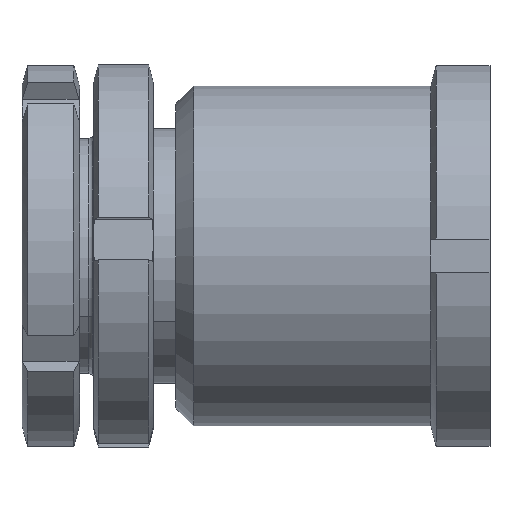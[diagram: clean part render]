
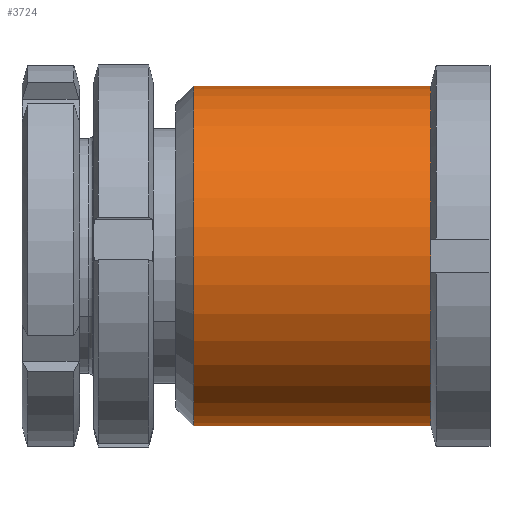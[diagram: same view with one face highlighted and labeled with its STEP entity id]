
A CAD part, left-side view. The second image highlights one B-rep face of the part: STEP entity #3724.
In plain terms, the highlighted cylindrical face has radius 20 mm (diameter 40 mm), a partial arc.
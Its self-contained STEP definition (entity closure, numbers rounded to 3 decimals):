
#239 = CARTESIAN_POINT ( 'NONE',  ( 0., 10.447, 0. ) ) ;
#420 = AXIS2_PLACEMENT_3D ( 'NONE', #239, #551, #4023 ) ;
#459 = AXIS2_PLACEMENT_3D ( 'NONE', #1796, #3989, #2424 ) ;
#487 = FACE_OUTER_BOUND ( 'NONE', #2047, .T. ) ;
#540 = DIRECTION ( 'NONE',  ( 0., 1., 0. ) ) ;
#551 = DIRECTION ( 'NONE',  ( 0., 1., 0. ) ) ;
#673 = CARTESIAN_POINT ( 'NONE',  ( 0., -30., 20. ) ) ;
#717 = ORIENTED_EDGE ( 'NONE', *, *, #901, .T. ) ;
#900 = CARTESIAN_POINT ( 'NONE',  ( 0., -30., -20. ) ) ;
#901 = EDGE_CURVE ( 'NONE', #1372, #937, #3188, .T. ) ;
#937 = VERTEX_POINT ( 'NONE', #673 ) ;
#975 = CARTESIAN_POINT ( 'NONE',  ( -20., -30., 0. ) ) ;
#1005 = CARTESIAN_POINT ( 'NONE',  ( 0., -30., 0. ) ) ;
#1119 = DIRECTION ( 'NONE',  ( 0., 0., -1. ) ) ;
#1137 = EDGE_CURVE ( 'NONE', #1222, #1372, #1764, .T. ) ;
#1222 = VERTEX_POINT ( 'NONE', #900 ) ;
#1372 = VERTEX_POINT ( 'NONE', #975 ) ;
#1427 = CARTESIAN_POINT ( 'NONE',  ( 0., 10.447, 20. ) ) ;
#1467 = ORIENTED_EDGE ( 'NONE', *, *, #3313, .F. ) ;
#1574 = EDGE_CURVE ( 'NONE', #937, #3036, #3964, .T. ) ;
#1644 = VECTOR ( 'NONE', #2818, 1000. ) ;
#1704 = CARTESIAN_POINT ( 'NONE',  ( 0., -2.1, 20. ) ) ;
#1712 = DIRECTION ( 'NONE',  ( 0., -1., 0. ) ) ;
#1764 = CIRCLE ( 'NONE', #459, 20. ) ;
#1796 = CARTESIAN_POINT ( 'NONE',  ( 0., -30., 0. ) ) ;
#1898 = DIRECTION ( 'NONE',  ( 0., 0., 1. ) ) ;
#2047 = EDGE_LOOP ( 'NONE', ( #1467, #2834, #717, #2443, #3527 ) ) ;
#2154 = CIRCLE ( 'NONE', #3747, 20. ) ;
#2189 = CARTESIAN_POINT ( 'NONE',  ( 0., 10.447, -20. ) ) ;
#2424 = DIRECTION ( 'NONE',  ( 0., 0., 1. ) ) ;
#2443 = ORIENTED_EDGE ( 'NONE', *, *, #1574, .T. ) ;
#2606 = VERTEX_POINT ( 'NONE', #3027 ) ;
#2818 = DIRECTION ( 'NONE',  ( 0., 1., 0. ) ) ;
#2823 = CYLINDRICAL_SURFACE ( 'NONE', #420, 20. ) ;
#2834 = ORIENTED_EDGE ( 'NONE', *, *, #1137, .T. ) ;
#2984 = CARTESIAN_POINT ( 'NONE',  ( 0., -2.1, 0. ) ) ;
#3027 = CARTESIAN_POINT ( 'NONE',  ( 0., -2.1, -20. ) ) ;
#3036 = VERTEX_POINT ( 'NONE', #1704 ) ;
#3188 = CIRCLE ( 'NONE', #3270, 20. ) ;
#3270 = AXIS2_PLACEMENT_3D ( 'NONE', #1005, #3775, #1898 ) ;
#3313 = EDGE_CURVE ( 'NONE', #1222, #2606, #3653, .T. ) ;
#3527 = ORIENTED_EDGE ( 'NONE', *, *, #3539, .T. ) ;
#3539 = EDGE_CURVE ( 'NONE', #3036, #2606, #2154, .T. ) ;
#3653 = LINE ( 'NONE', #2189, #1644 ) ;
#3724 = ADVANCED_FACE ( 'NONE', ( #487 ), #2823, .T. ) ;
#3747 = AXIS2_PLACEMENT_3D ( 'NONE', #2984, #1712, #1119 ) ;
#3775 = DIRECTION ( 'NONE',  ( 0., 1., 0. ) ) ;
#3866 = VECTOR ( 'NONE', #540, 1000. ) ;
#3964 = LINE ( 'NONE', #1427, #3866 ) ;
#3989 = DIRECTION ( 'NONE',  ( 0., 1., 0. ) ) ;
#4023 = DIRECTION ( 'NONE',  ( 0., 0., 1. ) ) ;
